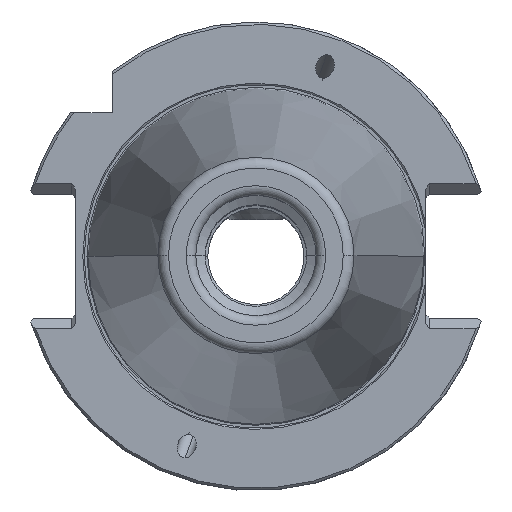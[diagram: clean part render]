
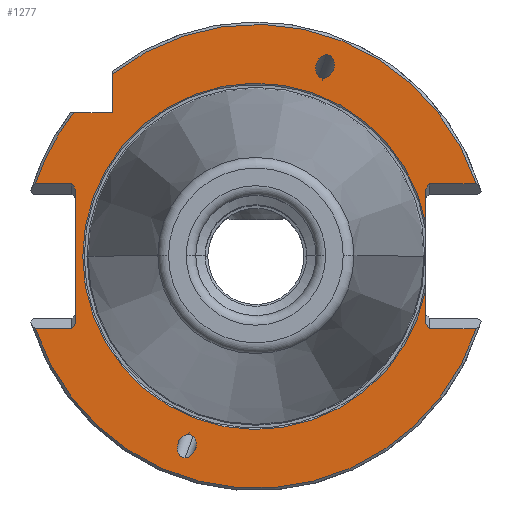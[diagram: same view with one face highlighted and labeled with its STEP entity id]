
A CAD part, top view. The second image highlights one B-rep face of the part: STEP entity #1277.
In plain terms, the highlighted planar face has unit normal (0, 0, 1).
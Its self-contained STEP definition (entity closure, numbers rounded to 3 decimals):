
#967=VERTEX_POINT('NONE',#2803);
#975=EDGE_CURVE('NONE',#1151,#2291,#2811,.T.);
#995=EDGE_CURVE('NONE',#967,#1927,#2832,.T.);
#1001=VERTEX_POINT('NONE',#2838);
#1057=EDGE_CURVE('NONE',#2081,#1999,#2900,.T.);
#1091=EDGE_CURVE('NONE',#1999,#1151,#2936,.T.);
#1093=EDGE_CURVE('NONE',#2117,#2309,#2938,.T.);
#1151=VERTEX_POINT('NONE',#3003);
#1161=EDGE_CURVE('NONE',#1309,#2111,#3016,.T.);
#1227=VERTEX_POINT('NONE',#3088);
#1231=EDGE_CURVE('NONE',#2113,#2347,#3092,.T.);
#1261=VERTEX_POINT('NONE',#3124);
#1277=ADVANCED_FACE('NONE',(#3141,#3142,#3143),#3144,.F.);
#1301=EDGE_CURVE('NONE',#2689,#1799,#3172,.T.);
#1309=VERTEX_POINT('NONE',#3180);
#1313=EDGE_CURVE('NONE',#2347,#2113,#3184,.T.);
#1355=VERTEX_POINT('NONE',#3230);
#1423=EDGE_CURVE('NONE',#1539,#1619,#3310,.T.);
#1443=VERTEX_POINT('NONE',#3332);
#1503=EDGE_CURVE('NONE',#1539,#2463,#3399,.T.);
#1539=VERTEX_POINT('NONE',#3438);
#1619=VERTEX_POINT('NONE',#3526);
#1635=EDGE_CURVE('NONE',#1355,#2463,#3543,.T.);
#1743=EDGE_CURVE('NONE',#1227,#1001,#3666,.T.);
#1799=VERTEX_POINT('NONE',#3730);
#1879=EDGE_CURVE('NONE',#2291,#1927,#3824,.T.);
#1927=VERTEX_POINT('NONE',#3875);
#1933=EDGE_CURVE('NONE',#1355,#967,#3881,.T.);
#1999=VERTEX_POINT('NONE',#3954);
#2081=VERTEX_POINT('NONE',#4045);
#2089=EDGE_CURVE('NONE',#1799,#2689,#4054,.T.);
#2111=VERTEX_POINT('NONE',#4076);
#2113=VERTEX_POINT('NONE',#4078);
#2117=VERTEX_POINT('NONE',#4082);
#2125=EDGE_CURVE('NONE',#2111,#2309,#4092,.T.);
#2291=VERTEX_POINT('NONE',#4276);
#2309=VERTEX_POINT('NONE',#4294);
#2347=VERTEX_POINT('NONE',#4334);
#2357=EDGE_CURVE('NONE',#1227,#1261,#4345,.T.);
#2369=EDGE_CURVE('NONE',#2081,#2117,#4359,.T.);
#2385=EDGE_CURVE('NONE',#1443,#1619,#4375,.T.);
#2433=EDGE_CURVE('NONE',#1261,#1309,#4436,.T.);
#2463=VERTEX_POINT('NONE',#4469);
#2643=EDGE_CURVE('NONE',#1443,#1001,#4661,.T.);
#2689=VERTEX_POINT('NONE',#4712);
#2803=CARTESIAN_POINT('',(-29.85,29.85,-1.5));
#2811=LINE('',#4903,#4904);
#2832=LINE('',#5001,#5002);
#2838=CARTESIAN_POINT('',(-38.25,-15.05,-1.5));
#2900=LINE('',#5105,#5106);
#2936=LINE('',#5170,#5171);
#2938=CIRCLE('',#5174,36.0);
#3003=CARTESIAN_POINT('',(36.05,15.05,-1.5));
#3016=LINE('',#5275,#5276);
#3088=CARTESIAN_POINT('',(-45.816,-15.05,-1.5));
#3092=(B_SPLINE_CURVE(3,(#5420,#5421,#5422,#5423),.UNSPECIFIED.,.F.,.F.)B_SPLINE_CURVE_WITH_KNOTS((4,4),(2.87,6.011),.UNSPECIFIED.)RATIONAL_B_SPLINE_CURVE((1.0,0.333,0.333,1.0))BOUNDED_CURVE()REPRESENTATION_ITEM('')GEOMETRIC_REPRESENTATION_ITEM()CURVE());
#3124=CARTESIAN_POINT('',(45.816,-15.05,-1.5));
#3141=FACE_OUTER_BOUND('',#5493,.T.);
#3142=FACE_BOUND('',#5494,.T.);
#3143=FACE_BOUND('',#5495,.T.);
#3144=PLANE('',#5496);
#3172=(B_SPLINE_CURVE(3,(#5537,#5538,#5539,#5540),.UNSPECIFIED.,.F.,.F.)B_SPLINE_CURVE_WITH_KNOTS((4,4),(6.011,9.153),.UNSPECIFIED.)RATIONAL_B_SPLINE_CURVE((1.0,0.333,0.333,1.0))BOUNDED_CURVE()REPRESENTATION_ITEM('')GEOMETRIC_REPRESENTATION_ITEM()CURVE());
#3180=CARTESIAN_POINT('',(36.05,-15.05,-1.5));
#3184=(B_SPLINE_CURVE(3,(#5572,#5573,#5574,#5575),.UNSPECIFIED.,.F.,.F.)B_SPLINE_CURVE_WITH_KNOTS((4,4),(6.011,9.153),.UNSPECIFIED.)RATIONAL_B_SPLINE_CURVE((1.0,0.333,0.333,1.0))BOUNDED_CURVE()REPRESENTATION_ITEM('')GEOMETRIC_REPRESENTATION_ITEM()CURVE());
#3230=CARTESIAN_POINT('',(-37.876,29.85,-1.5));
#3310=LINE('',#5781,#5782);
#3332=CARTESIAN_POINT('',(-37.5,-13.989,-1.5));
#3399=LINE('',#5920,#5921);
#3438=CARTESIAN_POINT('',(-38.25,15.05,-1.5));
#3526=CARTESIAN_POINT('',(-37.5,13.989,-1.5));
#3543=CIRCLE('',#6146,48.225);
#3666=LINE('',#6367,#6368);
#3730=CARTESIAN_POINT('',(-14.027,-37.047,-1.5));
#3824=CIRCLE('',#6676,48.225);
#3875=CARTESIAN_POINT('',(-29.85,37.876,-1.5));
#3881=LINE('',#6781,#6782);
#3954=CARTESIAN_POINT('',(35.3,13.989,-1.5));
#4045=CARTESIAN_POINT('',(35.3,7.065,-1.5));
#4054=(B_SPLINE_CURVE(3,(#7023,#7024,#7025,#7026),.UNSPECIFIED.,.F.,.F.)B_SPLINE_CURVE_WITH_KNOTS((4,4),(2.87,6.011),.UNSPECIFIED.)RATIONAL_B_SPLINE_CURVE((1.0,0.333,0.333,1.0))BOUNDED_CURVE()REPRESENTATION_ITEM('')GEOMETRIC_REPRESENTATION_ITEM()CURVE());
#4076=CARTESIAN_POINT('',(35.3,-13.989,-1.5));
#4078=CARTESIAN_POINT('',(14.027,37.047,-1.5));
#4082=CARTESIAN_POINT('',(-36.0,0.,-1.5));
#4092=LINE('',#7088,#7089);
#4276=CARTESIAN_POINT('',(45.816,15.05,-1.5));
#4294=CARTESIAN_POINT('',(35.3,-7.065,-1.5));
#4334=CARTESIAN_POINT('',(14.702,41.887,-1.5));
#4345=CIRCLE('',#7443,48.225);
#4359=CIRCLE('',#7470,36.0);
#4375=LINE('',#7496,#7497);
#4436=LINE('',#7571,#7572);
#4469=CARTESIAN_POINT('',(-45.816,15.05,-1.5));
#4661=LINE('',#7942,#7943);
#4712=CARTESIAN_POINT('',(-14.702,-41.887,-1.5));
#4903=CARTESIAN_POINT('',(0.,15.05,-1.5));
#4904=VECTOR('',#8209,1000.0);
#5001=CARTESIAN_POINT('',(-29.85,29.85,-1.5));
#5002=VECTOR('',#8221,1000.0);
#5105=CARTESIAN_POINT('',(35.3,-35.144,-1.5));
#5106=VECTOR('',#8294,1000.0);
#5170=CARTESIAN_POINT('',(0.372,-35.407,-1.5));
#5171=VECTOR('',#8325,1000.0);
#5174=AXIS2_PLACEMENT_3D('',#8326,#8327,#8328);
#5275=CARTESIAN_POINT('',(33.506,-11.452,-1.5));
#5276=VECTOR('',#8420,1000.0);
#5420=CARTESIAN_POINT('',(14.027,37.047,-1.5));
#5421=CARTESIAN_POINT('',(10.132,37.047,-1.5));
#5422=CARTESIAN_POINT('',(10.807,41.887,-1.5));
#5423=CARTESIAN_POINT('',(14.702,41.887,-1.5));
#5493=EDGE_LOOP('',(#8537,#8538,#8539,#8540,#8541,#8542,#8543,#8544,#8545,#8546,#8547,#8548,#8549,#8550,#8551,#8552,#8553,#8554));
#5494=EDGE_LOOP('',(#8555,#8556));
#5495=EDGE_LOOP('',(#8557,#8558));
#5496=AXIS2_PLACEMENT_3D('',#8559,#8560,#8561);
#5537=CARTESIAN_POINT('',(-14.702,-41.887,-1.5));
#5538=CARTESIAN_POINT('',(-18.598,-41.887,-1.5));
#5539=CARTESIAN_POINT('',(-17.923,-37.047,-1.5));
#5540=CARTESIAN_POINT('',(-14.027,-37.047,-1.5));
#5572=CARTESIAN_POINT('',(14.702,41.887,-1.5));
#5573=CARTESIAN_POINT('',(18.598,41.887,-1.5));
#5574=CARTESIAN_POINT('',(17.923,37.047,-1.5));
#5575=CARTESIAN_POINT('',(14.027,37.047,-1.5));
#5781=CARTESIAN_POINT('',(-1.838,-36.444,-1.5));
#5782=VECTOR('',#8787,1000.0);
#5920=CARTESIAN_POINT('',(0.,15.05,-1.5));
#5921=VECTOR('',#8881,1000.0);
#6146=AXIS2_PLACEMENT_3D('',#9031,#9032,#9033);
#6367=CARTESIAN_POINT('',(0.,-15.05,-1.5));
#6368=VECTOR('',#9180,1000.0);
#6676=AXIS2_PLACEMENT_3D('',#9389,#9390,#9391);
#6781=CARTESIAN_POINT('',(-49.85,29.85,-1.5));
#6782=VECTOR('',#9439,1000.0);
#7023=CARTESIAN_POINT('',(-14.027,-37.047,-1.5));
#7024=CARTESIAN_POINT('',(-10.132,-37.047,-1.5));
#7025=CARTESIAN_POINT('',(-10.807,-41.887,-1.5));
#7026=CARTESIAN_POINT('',(-14.702,-41.887,-1.5));
#7088=CARTESIAN_POINT('',(35.3,-35.144,-1.5));
#7089=VECTOR('',#9649,1000.0);
#7443=AXIS2_PLACEMENT_3D('',#9914,#9915,#9916);
#7470=AXIS2_PLACEMENT_3D('',#9928,#9929,#9930);
#7496=CARTESIAN_POINT('',(-37.5,-35.144,-1.5));
#7497=VECTOR('',#9938,1000.0);
#7571=CARTESIAN_POINT('',(0.,-15.05,-1.5));
#7572=VECTOR('',#10058,1000.0);
#7942=CARTESIAN_POINT('',(-34.972,-10.415,-1.5));
#7943=VECTOR('',#10271,1000.0);
#8209=DIRECTION('',(1.0,0.,0.));
#8221=DIRECTION('',(0.,1.0,0.));
#8294=DIRECTION('',(0.,1.0,0.));
#8325=DIRECTION('',(0.577,0.816,0.));
#8326=CARTESIAN_POINT('',(0.,0.,-1.5));
#8327=DIRECTION('',(0.,0.,1.0));
#8328=DIRECTION('',(1.0,0.,0.));
#8420=DIRECTION('',(-0.577,0.816,0.));
#8537=ORIENTED_EDGE('',*,*,#1743,.F.);
#8538=ORIENTED_EDGE('',*,*,#2357,.T.);
#8539=ORIENTED_EDGE('',*,*,#2433,.T.);
#8540=ORIENTED_EDGE('',*,*,#1161,.T.);
#8541=ORIENTED_EDGE('',*,*,#2125,.T.);
#8542=ORIENTED_EDGE('',*,*,#1093,.F.);
#8543=ORIENTED_EDGE('',*,*,#2369,.F.);
#8544=ORIENTED_EDGE('',*,*,#1057,.T.);
#8545=ORIENTED_EDGE('',*,*,#1091,.T.);
#8546=ORIENTED_EDGE('',*,*,#975,.T.);
#8547=ORIENTED_EDGE('',*,*,#1879,.T.);
#8548=ORIENTED_EDGE('',*,*,#995,.F.);
#8549=ORIENTED_EDGE('',*,*,#1933,.F.);
#8550=ORIENTED_EDGE('',*,*,#1635,.T.);
#8551=ORIENTED_EDGE('',*,*,#1503,.F.);
#8552=ORIENTED_EDGE('',*,*,#1423,.T.);
#8553=ORIENTED_EDGE('',*,*,#2385,.F.);
#8554=ORIENTED_EDGE('',*,*,#2643,.T.);
#8555=ORIENTED_EDGE('',*,*,#1301,.T.);
#8556=ORIENTED_EDGE('',*,*,#2089,.T.);
#8557=ORIENTED_EDGE('',*,*,#1313,.T.);
#8558=ORIENTED_EDGE('',*,*,#1231,.T.);
#8559=CARTESIAN_POINT('',(0.,-35.144,-1.5));
#8560=DIRECTION('',(0.,0.,-1.0));
#8561=DIRECTION('',(0.,-1.0,0.));
#8787=DIRECTION('',(0.577,-0.816,0.));
#8881=DIRECTION('',(-1.0,0.,0.));
#9031=CARTESIAN_POINT('',(0.,0.,-1.5));
#9032=DIRECTION('',(0.,0.,1.0));
#9033=DIRECTION('',(1.0,0.,0.));
#9180=DIRECTION('',(1.0,0.,0.));
#9389=CARTESIAN_POINT('',(0.,0.,-1.5));
#9390=DIRECTION('',(0.,0.,1.0));
#9391=DIRECTION('',(1.0,0.,0.));
#9439=DIRECTION('',(1.0,0.,0.));
#9649=DIRECTION('',(0.,1.0,0.));
#9914=CARTESIAN_POINT('',(0.,0.,-1.5));
#9915=DIRECTION('',(0.,0.,1.0));
#9916=DIRECTION('',(1.0,0.,0.));
#9928=CARTESIAN_POINT('',(0.,0.,-1.5));
#9929=DIRECTION('',(0.,0.,1.0));
#9930=DIRECTION('',(1.0,0.,0.));
#9938=DIRECTION('',(0.,1.0,0.));
#10058=DIRECTION('',(-1.0,0.,0.));
#10271=DIRECTION('',(-0.577,-0.816,0.));
